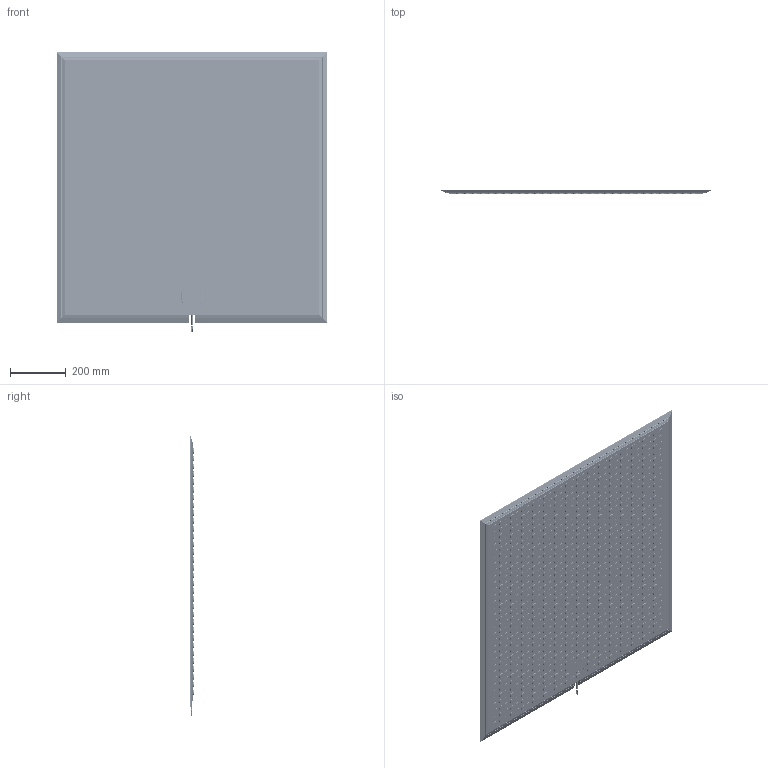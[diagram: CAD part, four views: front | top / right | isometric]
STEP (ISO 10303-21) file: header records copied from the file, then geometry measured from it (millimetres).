
FILE_DESCRIPTION (( 'STEP AP214' ), '1' );
FILE_NAME ('1602-4093.STEP', '2021-10-21T13:33:12', ( '' ), ( '' ), 'SwSTEP 2.0', 'SolidWorks 2021', '' );
FILE_SCHEMA (( 'AUTOMOTIVE_DESIGN' ));
Length unit declared in the file: inch
Products named in the file (1): 1602-4093
Bounding box: 974 x 14 x 1005.5 mm (x, y, z)
Volume: 11256262.7 mm3; surface area: 2755267.6 mm2
Topology: 991 solids, 991 shells, 4145 faces, 6414 edges, 4268 vertices
Faces by surface type: cylinder 2054, plane 2050, bspline 41
Entity records: 160222 total; most frequent: DIRECTION 18810, CARTESIAN_POINT 15641, ORIENTED_EDGE 12828, AXIS2_PLACEMENT_3D 8309, EDGE_CURVE 6414, DIMENSIONAL_EXPONENTS 5138, LENGTH_MEASURE_WITH_UNIT 5138, UNCERTAINTY_MEASURE_WITH_UNIT 5138
